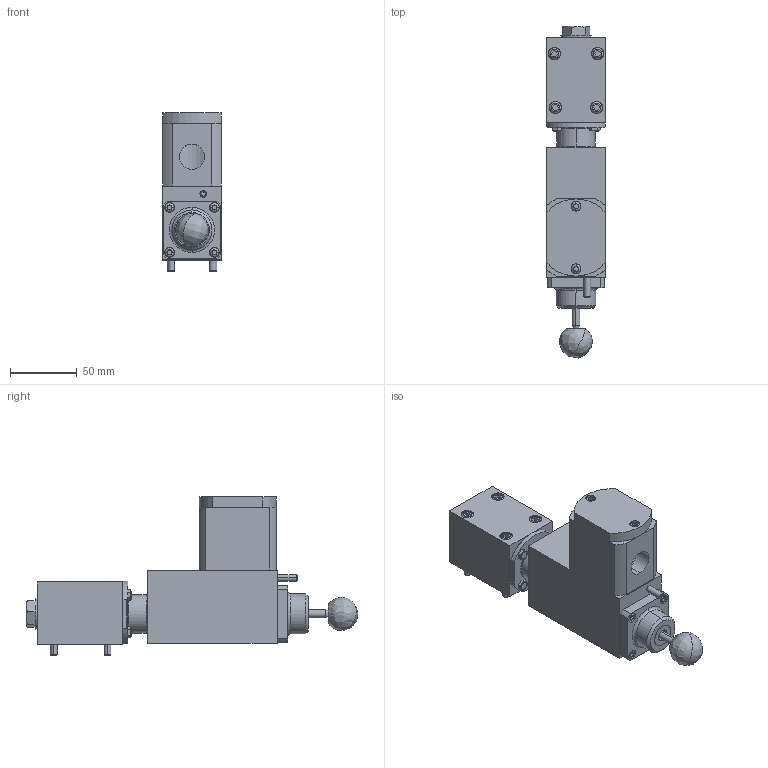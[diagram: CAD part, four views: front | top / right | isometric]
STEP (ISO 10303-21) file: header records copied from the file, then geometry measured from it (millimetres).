
FILE_DESCRIPTION (( 'STEP AP214' ), '1' );
FILE_NAME ('4ED6-800800-bob-A.STEP', '2016-01-20T07:39:58', ( '' ), ( '' ), 'SwSTEP 2.0', 'SolidWorks 2012', '' );
FILE_SCHEMA (( 'AUTOMOTIVE_DESIGN' ));
Length unit declared in the file: millimetre
Products named in the file (1): 4ED6-800800-bob-A
Bounding box: 45 x 249.47 x 119 mm (x, y, z)
Volume: 408728.1 mm3; surface area: 125159.5 mm2
Topology: 24 solids, 24 shells, 882 faces, 2161 edges, 1372 vertices
Faces by surface type: cylinder 353, plane 268, cone 135, bspline 90, torus 36
Entity records: 42998 total; most frequent: CARTESIAN_POINT 12582, DIRECTION 4305, ORIENTED_EDGE 4182, EDGE_CURVE 2091, AXIS2_PLACEMENT_3D 1754, VERTEX_POINT 1372, EDGE_LOOP 1069, CIRCLE 961
